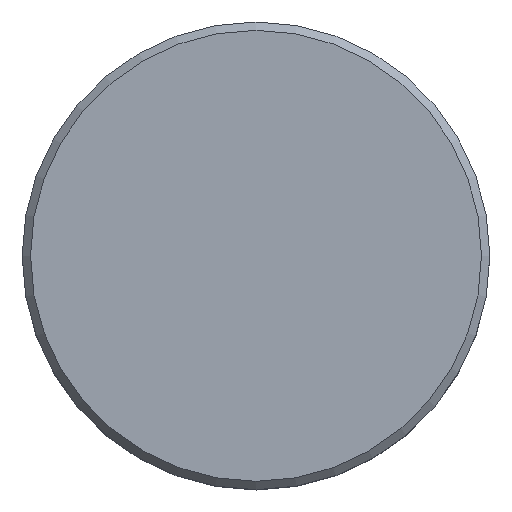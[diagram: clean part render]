
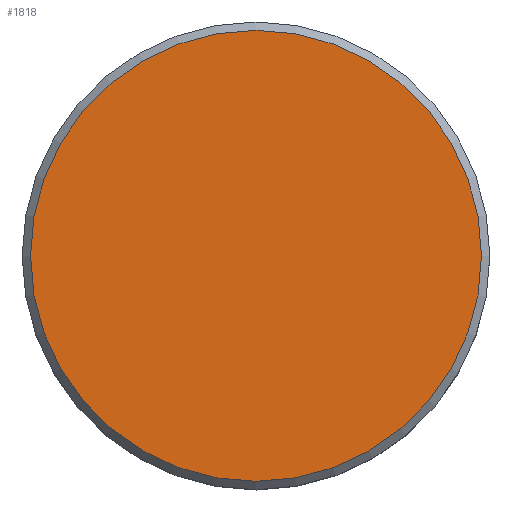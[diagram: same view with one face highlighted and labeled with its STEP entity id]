
A CAD part, top view. The second image highlights one B-rep face of the part: STEP entity #1818.
In plain terms, the highlighted planar face has unit normal (0, 0, 1).
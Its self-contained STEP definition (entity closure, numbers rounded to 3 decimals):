
#382=PLANE('',#2027);
#483=FACE_OUTER_BOUND('',#591,.T.);
#591=EDGE_LOOP('',(#1701));
#697=CIRCLE('',#2026,13.5);
#897=VERTEX_POINT('',#3224);
#1165=EDGE_CURVE('',#897,#897,#697,.T.);
#1701=ORIENTED_EDGE('',*,*,#1165,.F.);
#1818=ADVANCED_FACE('',(#483),#382,.T.);
#2026=AXIS2_PLACEMENT_3D('',#3225,#2578,#2579);
#2027=AXIS2_PLACEMENT_3D('',#3226,#2580,#2581);
#2578=DIRECTION('center_axis',(0.,0.,-1.));
#2579=DIRECTION('ref_axis',(-1.,0.,0.));
#2580=DIRECTION('center_axis',(0.,0.,1.));
#2581=DIRECTION('ref_axis',(1.,0.,0.));
#3224=CARTESIAN_POINT('',(13.5,0.,0.));
#3225=CARTESIAN_POINT('Origin',(0.,0.,0.));
#3226=CARTESIAN_POINT('Origin',(14.,0.,0.));
